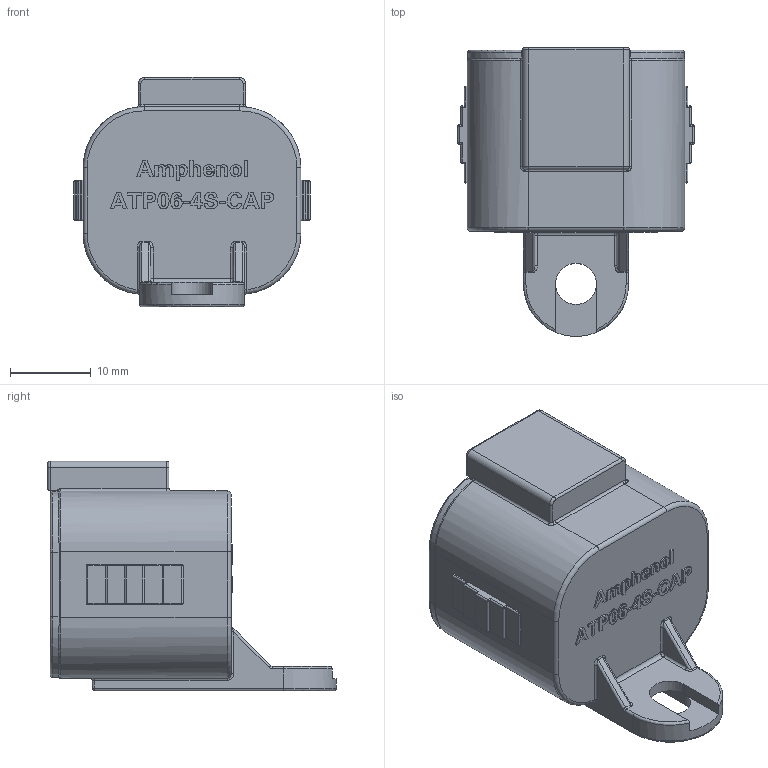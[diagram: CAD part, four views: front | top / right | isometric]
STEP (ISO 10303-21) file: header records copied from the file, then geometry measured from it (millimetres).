
FILE_DESCRIPTION((''),'2;1');
FILE_NAME('PL000768-04','2020-09-15T',('Administrator'),(''),'PRO/ENGINEER BY PARAMETRIC TECHNOLOGY CORPORATION, 2015110','PRO/ENGINEER BY PARAMETRIC TECHNOLOGY CORPORATION, 2015110','');
FILE_SCHEMA(('CONFIG_CONTROL_DESIGN'));
Length unit declared in the file: millimetre
Products named in the file (1): PL000768-04
Bounding box: 29.23 x 35.7 x 28.39 mm (x, y, z)
Volume: 7498.5 mm3; surface area: 5597.6 mm2
Topology: 1 solids, 1 shells, 756 faces, 1895 edges, 1173 vertices
Faces by surface type: plane 271, cylinder 190, extrusion 185, torus 49, sphere 33, bspline 24, cone 4
Entity records: 24232 total; most frequent: CARTESIAN_POINT 6922, ORIENTED_EDGE 3790, DIRECTION 3093, EDGE_CURVE 1895, VECTOR 1237, VERTEX_POINT 1173, LINE 1052, AXIS2_PLACEMENT_3D 928
